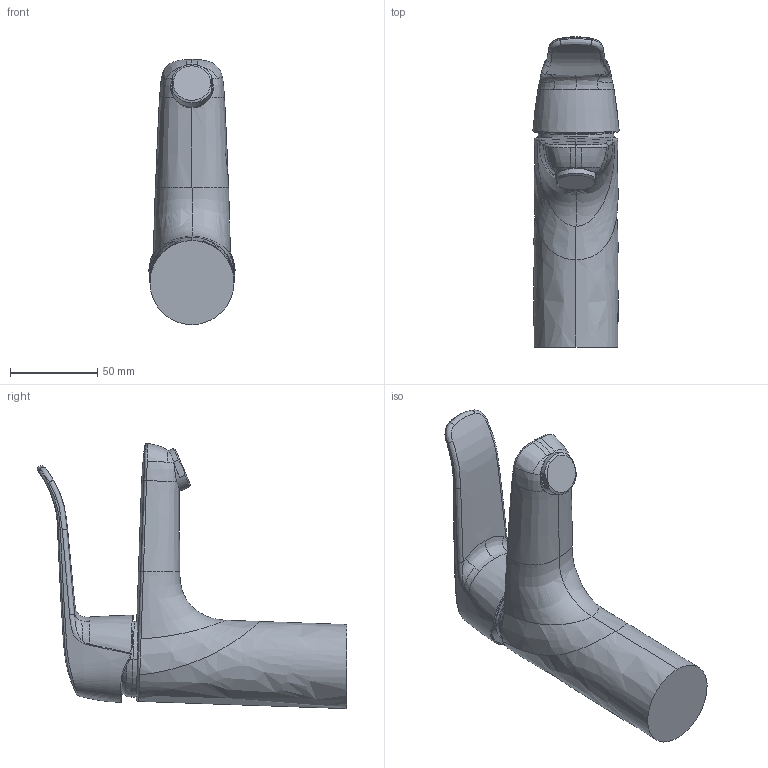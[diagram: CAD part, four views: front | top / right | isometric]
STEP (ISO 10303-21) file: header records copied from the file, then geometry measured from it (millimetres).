
FILE_DESCRIPTION (( 'STEP AP203' ), '1' );
FILE_NAME ('45022183.STEP', '2019-04-04T04:04:56', ( '' ), ( '' ), 'SwSTEP 2.0', 'SolidWorks 2016', '' );
FILE_SCHEMA (( 'CONFIG_CONTROL_DESIGN' ));
Length unit declared in the file: millimetre
Products named in the file (1): 45022183
Bounding box: 49.44 x 177.62 x 152.05 mm (x, y, z)
Volume: 392392.8 mm3; surface area: 45586.5 mm2
Topology: 1 solids, 1 shells, 104 faces, 265 edges, 165 vertices
Faces by surface type: bspline 82, plane 10, cylinder 8, cone 2, sphere 2
Entity records: 21937 total; most frequent: CARTESIAN_POINT 20060, ORIENTED_EDGE 530, EDGE_CURVE 265, B_SPLINE_CURVE_WITH_KNOTS 215, VERTEX_POINT 165, DIRECTION 117, EDGE_LOOP 106, FACE_OUTER_BOUND 104
